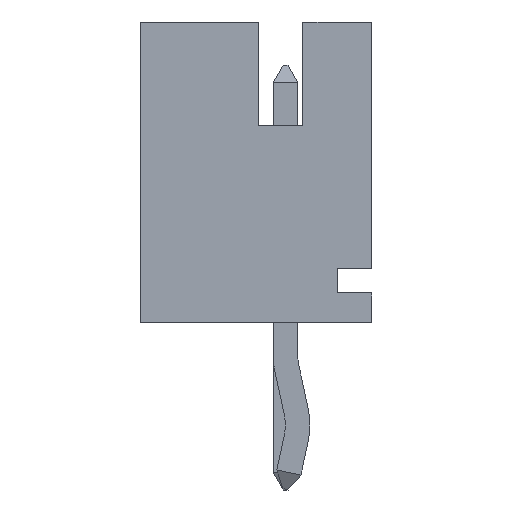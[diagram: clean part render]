
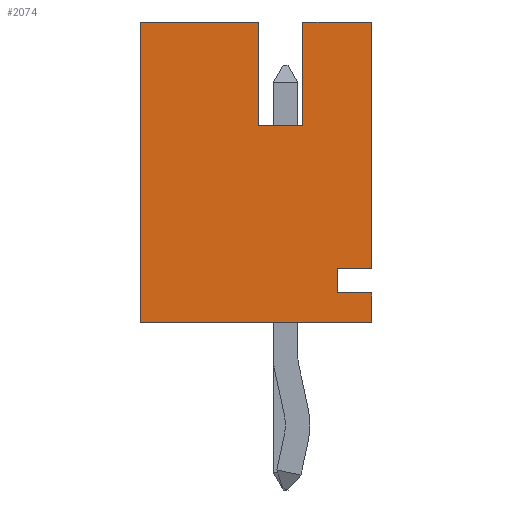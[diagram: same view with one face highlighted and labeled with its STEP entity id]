
A CAD part, left-side view. The second image highlights one B-rep face of the part: STEP entity #2074.
In plain terms, the highlighted planar face has unit normal (-1, 0, 0).
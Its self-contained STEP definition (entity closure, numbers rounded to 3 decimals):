
#216=ORIENTED_EDGE('',*,*,#765,.F.);
#217=ORIENTED_EDGE('',*,*,#766,.F.);
#218=ORIENTED_EDGE('',*,*,#767,.F.);
#219=ORIENTED_EDGE('',*,*,#768,.T.);
#220=ORIENTED_EDGE('',*,*,#674,.T.);
#221=ORIENTED_EDGE('',*,*,#705,.T.);
#222=ORIENTED_EDGE('',*,*,#655,.T.);
#223=ORIENTED_EDGE('',*,*,#769,.T.);
#224=ORIENTED_EDGE('',*,*,#770,.T.);
#225=ORIENTED_EDGE('',*,*,#771,.T.);
#226=ORIENTED_EDGE('',*,*,#732,.T.);
#227=ORIENTED_EDGE('',*,*,#729,.T.);
#655=EDGE_CURVE('',#949,#948,#1140,.T.);
#674=EDGE_CURVE('',#967,#966,#1159,.T.);
#705=EDGE_CURVE('',#966,#949,#1190,.T.);
#729=EDGE_CURVE('',#1005,#1004,#1214,.T.);
#732=EDGE_CURVE('',#1007,#1005,#1217,.T.);
#765=EDGE_CURVE('',#1034,#1004,#1250,.T.);
#766=EDGE_CURVE('',#1035,#1034,#1251,.T.);
#767=EDGE_CURVE('',#1036,#1035,#1252,.T.);
#768=EDGE_CURVE('',#1036,#967,#1253,.T.);
#769=EDGE_CURVE('',#948,#1037,#1254,.T.);
#770=EDGE_CURVE('',#1037,#1038,#1255,.T.);
#771=EDGE_CURVE('',#1038,#1007,#1256,.T.);
#948=VERTEX_POINT('',#2885);
#949=VERTEX_POINT('',#2887);
#966=VERTEX_POINT('',#2923);
#967=VERTEX_POINT('',#2925);
#1004=VERTEX_POINT('',#3032);
#1005=VERTEX_POINT('',#3034);
#1007=VERTEX_POINT('',#3040);
#1034=VERTEX_POINT('',#3104);
#1035=VERTEX_POINT('',#3106);
#1036=VERTEX_POINT('',#3108);
#1037=VERTEX_POINT('',#3111);
#1038=VERTEX_POINT('',#3113);
#1140=LINE('',#2886,#1427);
#1159=LINE('',#2924,#1446);
#1190=LINE('',#2983,#1477);
#1214=LINE('',#3033,#1501);
#1217=LINE('',#3039,#1504);
#1250=LINE('',#3103,#1537);
#1251=LINE('',#3105,#1538);
#1252=LINE('',#3107,#1539);
#1253=LINE('',#3109,#1540);
#1254=LINE('',#3110,#1541);
#1255=LINE('',#3112,#1542);
#1256=LINE('',#3114,#1543);
#1427=VECTOR('',#2343,1000.);
#1446=VECTOR('',#2364,1000.);
#1477=VECTOR('',#2415,1000.);
#1501=VECTOR('',#2451,1000.);
#1504=VECTOR('',#2456,1000.);
#1537=VECTOR('',#2497,1000.);
#1538=VECTOR('',#2498,1000.);
#1539=VECTOR('',#2499,1000.);
#1540=VECTOR('',#2500,1000.);
#1541=VECTOR('',#2501,1000.);
#1542=VECTOR('',#2502,1000.);
#1543=VECTOR('',#2503,1000.);
#1731=EDGE_LOOP('',(#216,#217,#218,#219,#220,#221,#222,#223,#224,#225,#226,
#227));
#1852=FACE_BOUND('',#1731,.T.);
#1967=PLANE('',#2223);
#2074=ADVANCED_FACE('',(#1852),#1967,.T.);
#2223=AXIS2_PLACEMENT_3D('',#3102,#2495,#2496);
#2343=DIRECTION('',(0.,0.,1.));
#2364=DIRECTION('',(0.,0.,-1.));
#2415=DIRECTION('',(0.,-1.,0.));
#2451=DIRECTION('',(0.,1.,0.));
#2456=DIRECTION('',(0.,0.,1.));
#2495=DIRECTION('',(-1.,0.,0.));
#2496=DIRECTION('',(0.,0.,1.));
#2497=DIRECTION('',(0.,0.,1.));
#2498=DIRECTION('',(0.,-1.,0.));
#2499=DIRECTION('',(0.,0.,-1.));
#2500=DIRECTION('',(0.,1.,0.));
#2501=DIRECTION('',(0.,1.,0.));
#2502=DIRECTION('',(0.,0.,1.));
#2503=DIRECTION('',(0.,-1.,0.));
#2885=CARTESIAN_POINT('',(-4.,-2.35,-2.45));
#2886=CARTESIAN_POINT('',(-4.,-2.35,-3.05));
#2887=CARTESIAN_POINT('',(-4.,-2.35,-3.05));
#2923=CARTESIAN_POINT('',(-4.,2.35,-3.05));
#2924=CARTESIAN_POINT('',(-4.,2.35,3.05));
#2925=CARTESIAN_POINT('',(-4.,2.35,3.05));
#2983=CARTESIAN_POINT('',(-4.,2.35,-3.05));
#3032=CARTESIAN_POINT('',(-4.,-0.95,3.05));
#3033=CARTESIAN_POINT('',(-4.,-2.35,3.05));
#3034=CARTESIAN_POINT('',(-4.,-2.35,3.05));
#3039=CARTESIAN_POINT('',(-4.,-2.35,-3.05));
#3040=CARTESIAN_POINT('',(-4.,-2.35,-1.95));
#3102=CARTESIAN_POINT('',(-4.,0.,0.));
#3103=CARTESIAN_POINT('',(-4.,-0.95,0.95));
#3104=CARTESIAN_POINT('',(-4.,-0.95,0.95));
#3105=CARTESIAN_POINT('',(-4.,-0.05,0.95));
#3106=CARTESIAN_POINT('',(-4.,-0.05,0.95));
#3107=CARTESIAN_POINT('',(-4.,-0.05,3.05));
#3108=CARTESIAN_POINT('',(-4.,-0.05,3.05));
#3109=CARTESIAN_POINT('',(-4.,-2.35,3.05));
#3110=CARTESIAN_POINT('',(-4.,0.,-2.45));
#3111=CARTESIAN_POINT('',(-4.,-1.65,-2.45));
#3112=CARTESIAN_POINT('',(-4.,-1.65,0.));
#3113=CARTESIAN_POINT('',(-4.,-1.65,-1.95));
#3114=CARTESIAN_POINT('',(-4.,0.,-1.95));
